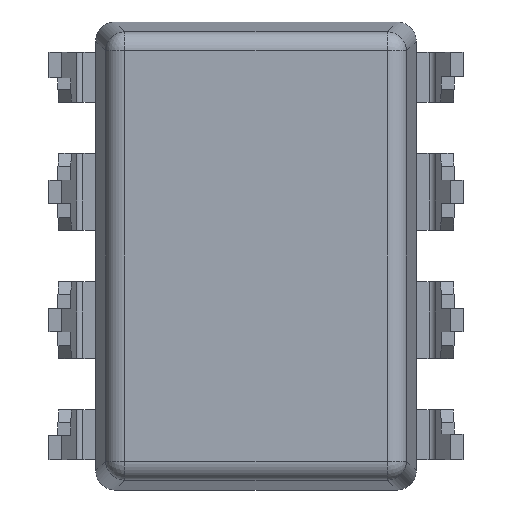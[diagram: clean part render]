
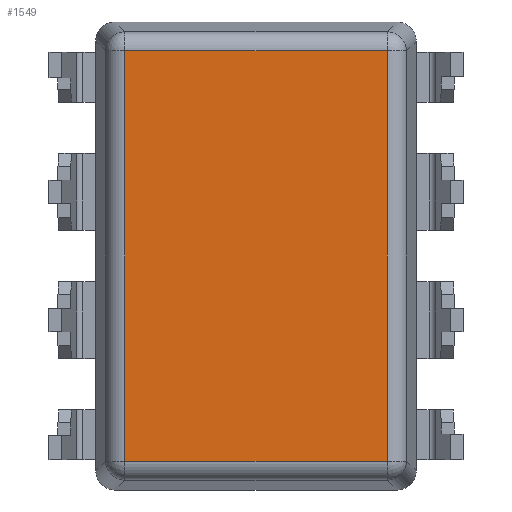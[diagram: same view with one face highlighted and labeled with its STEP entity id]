
A CAD part, front view. The second image highlights one B-rep face of the part: STEP entity #1549.
In plain terms, the highlighted planar face has unit normal (0, -1, 0).
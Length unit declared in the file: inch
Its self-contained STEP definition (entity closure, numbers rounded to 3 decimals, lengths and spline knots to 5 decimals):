
#580=DIRECTION('',(0.,0.,1.));
#581=VECTOR('',#580,0.31995);
#582=CARTESIAN_POINT('',(0.10247,-0.0675,-0.15997));
#583=LINE('',#582,#581);
#594=DIRECTION('',(1.,0.,0.));
#595=VECTOR('',#594,0.20495);
#596=CARTESIAN_POINT('',(-0.10247,-0.0675,-0.15997));
#597=LINE('',#596,#595);
#632=DIRECTION('',(0.,0.,-1.));
#633=VECTOR('',#632,0.31995);
#634=CARTESIAN_POINT('',(-0.10247,-0.0675,0.15997));
#635=LINE('',#634,#633);
#836=DIRECTION('',(-1.,0.,0.));
#837=VECTOR('',#836,0.20495);
#838=CARTESIAN_POINT('',(0.10247,-0.0675,0.15997));
#839=LINE('',#838,#837);
#960=CARTESIAN_POINT('',(0.10247,-0.0675,-0.15997));
#961=CARTESIAN_POINT('',(0.10247,-0.0675,0.15997));
#962=VERTEX_POINT('',#960);
#963=VERTEX_POINT('',#961);
#968=CARTESIAN_POINT('',(-0.10247,-0.0675,0.15997));
#969=CARTESIAN_POINT('',(-0.10247,-0.0675,-0.15997));
#970=VERTEX_POINT('',#968);
#971=VERTEX_POINT('',#969);
#1535=CARTESIAN_POINT('',(0.,-0.0675,0.));
#1536=DIRECTION('',(0.,-1.,0.));
#1537=DIRECTION('',(-1.,0.,0.));
#1538=AXIS2_PLACEMENT_3D('',#1535,#1536,#1537);
#1539=PLANE('',#1538);
#1540=ORIENTED_EDGE('',*,*,#1526,.F.);
#1542=ORIENTED_EDGE('',*,*,#1541,.F.);
#1544=ORIENTED_EDGE('',*,*,#1543,.F.);
#1546=ORIENTED_EDGE('',*,*,#1545,.F.);
#1547=EDGE_LOOP('',(#1540,#1542,#1544,#1546));
#1548=FACE_OUTER_BOUND('',#1547,.F.);
#1549=ADVANCED_FACE('',(#1548),#1539,.T.);
#1526=EDGE_CURVE('',#962,#963,#583,.T.);
#1541=EDGE_CURVE('',#971,#962,#597,.T.);
#1543=EDGE_CURVE('',#970,#971,#635,.T.);
#1545=EDGE_CURVE('',#963,#970,#839,.T.);
